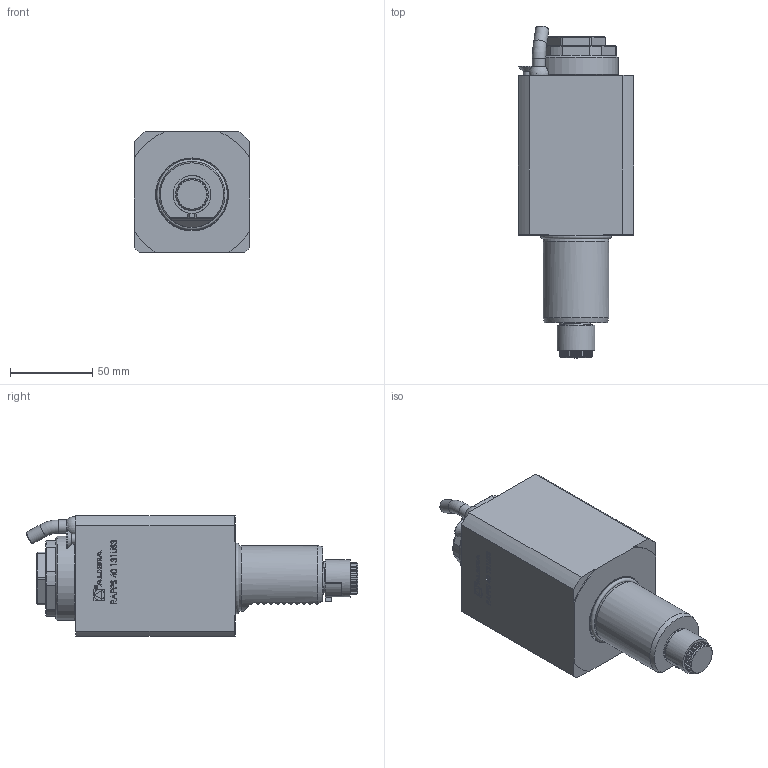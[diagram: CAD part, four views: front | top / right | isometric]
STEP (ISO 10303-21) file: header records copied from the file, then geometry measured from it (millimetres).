
FILE_DESCRIPTION (( 'STEP AP214' ), '1' );
FILE_NAME ('RAPPS40131US3.STEP', '2021-12-04T07:49:07', ( '' ), ( '' ), 'SwSTEP 2.0', 'SolidWorks 2016', '' );
FILE_SCHEMA (( 'AUTOMOTIVE_DESIGN' ));
Length unit declared in the file: millimetre
Products named in the file (1): RAPPS40131US3
Bounding box: 70 x 201.44 x 73 mm (x, y, z)
Volume: 603524.5 mm3; surface area: 51639.5 mm2
Topology: 2 solids, 2 shells, 615 faces, 1647 edges, 1081 vertices
Faces by surface type: plane 369, bspline 97, cylinder 95, cone 47, torus 6, sphere 1
Full cylindrical faces by diameter (mm): 1.7 x1, 2.1 x1, 4 x2, 6 x1, 6.366 x1, 8 x2, 11.57 x1, 17.5 x1, 23 x1, 40 x1, 51 x1
Entity records: 28408 total; most frequent: CARTESIAN_POINT 10945, ORIENTED_EDGE 3200, DIRECTION 2444, EDGE_CURVE 1600, VERTEX_POINT 1065, VECTOR 932, LINE 932, AXIS2_PLACEMENT_3D 756
